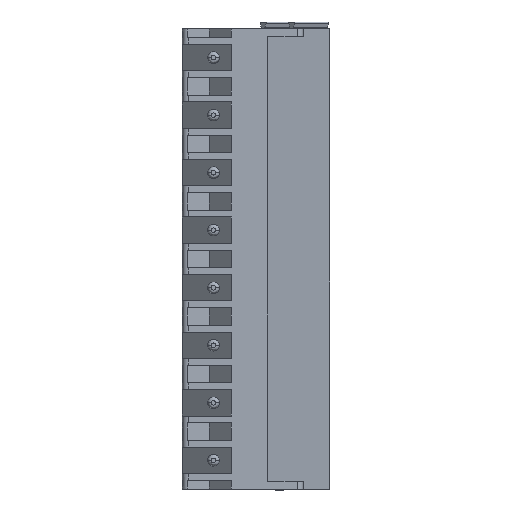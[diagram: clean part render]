
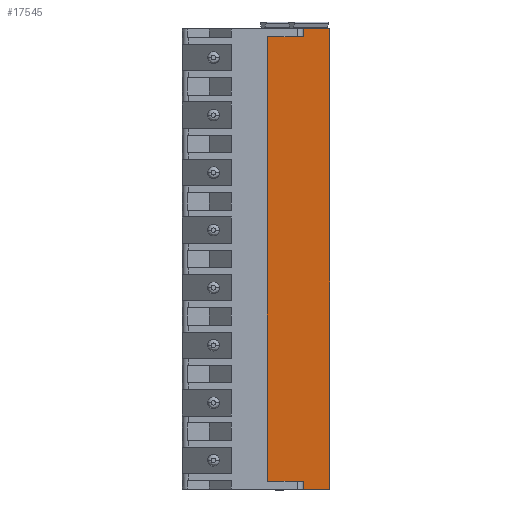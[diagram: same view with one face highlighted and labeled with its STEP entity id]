
A CAD part, front view. The second image highlights one B-rep face of the part: STEP entity #17545.
In plain terms, the highlighted planar face has unit normal (0.82, -0.572, 0).
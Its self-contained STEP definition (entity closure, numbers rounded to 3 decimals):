
#64=DIRECTION('',(0.572,0.82,0.));
#65=VECTOR('',#64,4.018);
#66=CARTESIAN_POINT('',(6.25,4.448,37.5));
#67=LINE('',#66,#65);
#4105=DIRECTION('',(0.572,0.82,0.));
#4106=VECTOR('',#4105,5.425);
#4107=CARTESIAN_POINT('',(3.145,0.,36.8));
#4108=LINE('',#4107,#4106);
#4109=DIRECTION('',(0.,0.,-1.));
#4110=VECTOR('',#4109,0.7);
#4111=CARTESIAN_POINT('',(6.25,4.448,37.5));
#4112=LINE('',#4111,#4110);
#4113=DIRECTION('',(0.,0.,1.));
#4114=VECTOR('',#4113,0.7);
#4115=CARTESIAN_POINT('',(6.25,4.448,-2.5));
#4116=LINE('',#4115,#4114);
#4117=DIRECTION('',(0.572,0.82,0.));
#4118=VECTOR('',#4117,5.425);
#4119=CARTESIAN_POINT('',(3.145,0.,-1.8));
#4120=LINE('',#4119,#4118);
#4121=DIRECTION('',(0.,0.,-1.));
#4122=VECTOR('',#4121,38.6);
#4123=CARTESIAN_POINT('',(3.145,0.,36.8));
#4124=LINE('',#4123,#4122);
#4138=DIRECTION('',(0.,0.,-1.));
#4139=VECTOR('',#4138,40.);
#4140=CARTESIAN_POINT('',(8.55,7.743,37.5));
#4141=LINE('',#4140,#4139);
#4227=DIRECTION('',(0.572,0.82,0.));
#4228=VECTOR('',#4227,4.018);
#4229=CARTESIAN_POINT('',(6.25,4.448,-2.5));
#4230=LINE('',#4229,#4228);
#9820=CARTESIAN_POINT('',(8.55,7.743,37.5));
#9822=VERTEX_POINT('',#9820);
#9844=CARTESIAN_POINT('',(8.55,7.743,-2.5));
#9846=VERTEX_POINT('',#9844);
#10480=CARTESIAN_POINT('',(3.145,0.,-1.8));
#10481=CARTESIAN_POINT('',(6.25,4.448,-1.8));
#10482=VERTEX_POINT('',#10480);
#10483=VERTEX_POINT('',#10481);
#10484=CARTESIAN_POINT('',(6.25,4.448,-2.5));
#10485=VERTEX_POINT('',#10484);
#10494=CARTESIAN_POINT('',(3.145,0.,36.8));
#10495=CARTESIAN_POINT('',(6.25,4.448,36.8));
#10496=VERTEX_POINT('',#10494);
#10497=VERTEX_POINT('',#10495);
#10498=CARTESIAN_POINT('',(6.25,4.448,37.5));
#10499=VERTEX_POINT('',#10498);
#17525=CARTESIAN_POINT('',(3.145,0.,37.5));
#17526=DIRECTION('',(0.82,-0.572,0.));
#17527=DIRECTION('',(0.572,0.82,0.));
#17528=AXIS2_PLACEMENT_3D('',#17525,#17526,#17527);
#17529=PLANE('',#17528);
#17531=ORIENTED_EDGE('',*,*,#17530,.T.);
#17532=ORIENTED_EDGE('',*,*,#17516,.F.);
#17533=ORIENTED_EDGE('',*,*,#12705,.T.);
#17535=ORIENTED_EDGE('',*,*,#17534,.T.);
#17537=ORIENTED_EDGE('',*,*,#17536,.F.);
#17539=ORIENTED_EDGE('',*,*,#17538,.T.);
#17541=ORIENTED_EDGE('',*,*,#17540,.F.);
#17542=ORIENTED_EDGE('',*,*,#17358,.F.);
#17543=EDGE_LOOP('',(#17531,#17532,#17533,#17535,#17537,#17539,#17541,#17542));
#17544=FACE_OUTER_BOUND('',#17543,.F.);
#12705=EDGE_CURVE('',#10499,#9822,#67,.T.);
#17358=EDGE_CURVE('',#10496,#10482,#4124,.T.);
#17516=EDGE_CURVE('',#10499,#10497,#4112,.T.);
#17530=EDGE_CURVE('',#10496,#10497,#4108,.T.);
#17534=EDGE_CURVE('',#9822,#9846,#4141,.T.);
#17536=EDGE_CURVE('',#10485,#9846,#4230,.T.);
#17538=EDGE_CURVE('',#10485,#10483,#4116,.T.);
#17540=EDGE_CURVE('',#10482,#10483,#4120,.T.);
#17545=ADVANCED_FACE('',(#17544),#17529,.T.);
